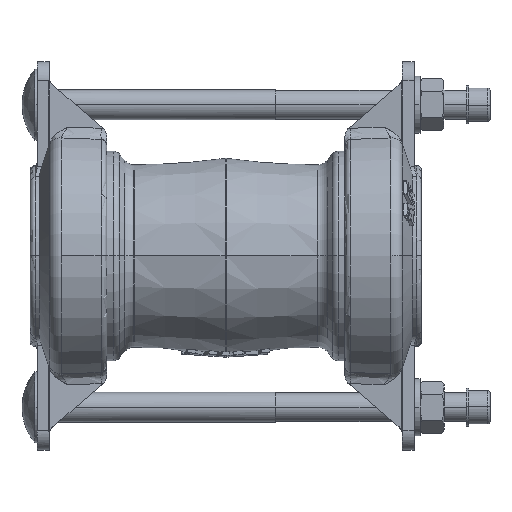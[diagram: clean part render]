
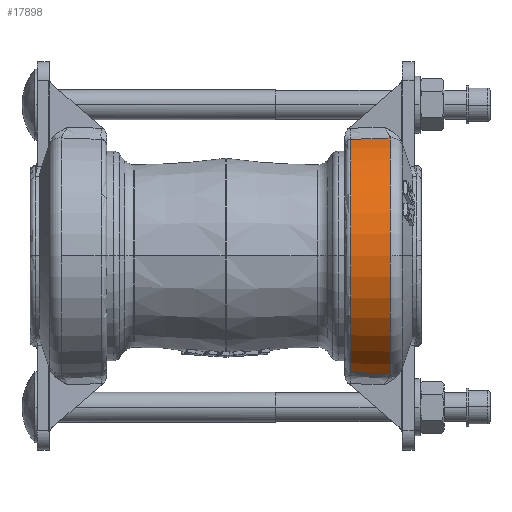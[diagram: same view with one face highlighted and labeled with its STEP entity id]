
A CAD part, top view. The second image highlights one B-rep face of the part: STEP entity #17898.
In plain terms, the highlighted conical face has half-angle 3 degrees and reference radius 52.167 mm.
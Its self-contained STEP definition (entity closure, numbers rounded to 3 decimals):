
#141 = CARTESIAN_POINT ( 'NONE',  ( 69.083, 49.544, 18.947 ) ) ;
#142 = CARTESIAN_POINT ( 'NONE',  ( 66.988, 49.466, 18.843 ) ) ;
#147 = CARTESIAN_POINT ( 'NONE',  ( 64.892, 49.388, 18.74 ) ) ;
#148 = CARTESIAN_POINT ( 'NONE',  ( 62.797, 49.31, 18.636 ) ) ;
#149 = CARTESIAN_POINT ( 'NONE',  ( 59.321, 49.18, 18.464 ) ) ;
#150 = CARTESIAN_POINT ( 'NONE',  ( 55.845, 49.05, 18.292 ) ) ;
#151 = CARTESIAN_POINT ( 'NONE',  ( 52.369, 48.919, 18.12 ) ) ;
#231 = CARTESIAN_POINT ( 'NONE',  ( 52.369, 0., 0. ) ) ;
#232 = DIRECTION ( 'NONE',  ( 1., 0., 0. ) ) ;
#233 = DIRECTION ( 'NONE',  ( 0., 0., 1. ) ) ;
#369 = EDGE_CURVE ( 'NONE', #7412, #7457, #12772, .T. ) ;
#382 = EDGE_CURVE ( 'NONE', #7457, #7401, #24959, .T. ) ;
#687 = AXIS2_PLACEMENT_3D ( 'NONE', #231, #232, #233 ) ;
#889 = AXIS2_PLACEMENT_3D ( 'NONE', #22977, #22978, #22979 ) ;
#890 = EDGE_CURVE ( 'NONE', #6589, #6590, #25377, .T. ) ;
#1364 = AXIS2_PLACEMENT_3D ( 'NONE', #16573, #16574, #16575 ) ;
#3616 = B_SPLINE_CURVE_WITH_KNOTS ( 'NONE', 3,
 ( #16341, #16340, #16346, #16347, #16348, #16349, #16350 ),
 .UNSPECIFIED., .F., .F.,
 ( 4, 3, 4 ),
 ( 0., 0.01, 0.017 ),
 .UNSPECIFIED. ) ;
#4063 = CARTESIAN_POINT ( 'NONE',  ( 52.369, -48.919, 18.12 ) ) ;
#4074 = CARTESIAN_POINT ( 'NONE',  ( 69.083, 49.544, 18.947 ) ) ;
#4119 = CARTESIAN_POINT ( 'NONE',  ( 52.369, 48.919, 18.12 ) ) ;
#6271 = EDGE_LOOP ( 'NONE', ( #20174, #20175, #20176, #20177, #20178 ) ) ;
#6589 = VERTEX_POINT ( 'NONE', #8688 ) ;
#6590 = VERTEX_POINT ( 'NONE', #8689 ) ;
#7401 = VERTEX_POINT ( 'NONE', #4063 ) ;
#7412 = VERTEX_POINT ( 'NONE', #4074 ) ;
#7457 = VERTEX_POINT ( 'NONE', #4119 ) ;
#8688 = CARTESIAN_POINT ( 'NONE',  ( 69.083, -49.544, 18.947 ) ) ;
#8689 = CARTESIAN_POINT ( 'NONE',  ( 69.083, 0., 53.043 ) ) ;
#12079 = EDGE_CURVE ( 'NONE', #7401, #6589, #3616, .T. ) ;
#12187 = EDGE_CURVE ( 'NONE', #6590, #7412, #13616, .T. ) ;
#12772 = B_SPLINE_CURVE_WITH_KNOTS ( 'NONE', 3,
 ( #141, #142, #147, #148, #149, #150, #151 ),
 .UNSPECIFIED., .F., .F.,
 ( 4, 3, 4 ),
 ( 0.004, 0.01, 0.02 ),
 .UNSPECIFIED. ) ;
#13616 = CIRCLE ( 'NONE', #1364, 53.043 ) ;
#14276 = FACE_OUTER_BOUND ( 'NONE', #6271, .T. ) ;
#14291 = CONICAL_SURFACE ( 'NONE', #19535, 52.167, 0.052 ) ;
#16340 = CARTESIAN_POINT ( 'NONE',  ( 55.696, -49.044, 18.285 ) ) ;
#16341 = CARTESIAN_POINT ( 'NONE',  ( 52.369, -48.919, 18.12 ) ) ;
#16346 = CARTESIAN_POINT ( 'NONE',  ( 59.023, -49.169, 18.449 ) ) ;
#16347 = CARTESIAN_POINT ( 'NONE',  ( 62.35, -49.293, 18.614 ) ) ;
#16348 = CARTESIAN_POINT ( 'NONE',  ( 64.594, -49.377, 18.725 ) ) ;
#16349 = CARTESIAN_POINT ( 'NONE',  ( 66.839, -49.46, 18.836 ) ) ;
#16350 = CARTESIAN_POINT ( 'NONE',  ( 69.083, -49.544, 18.947 ) ) ;
#16573 = CARTESIAN_POINT ( 'NONE',  ( 69.083, 0., 0. ) ) ;
#16574 = DIRECTION ( 'NONE',  ( -1., 0., 0. ) ) ;
#16575 = DIRECTION ( 'NONE',  ( 0., 0., 1. ) ) ;
#17898 = ADVANCED_FACE ( 'NONE', ( #14276 ), #14291, .T. ) ;
#19535 = AXIS2_PLACEMENT_3D ( 'NONE', #21411, #21407, #21403 ) ;
#20174 = ORIENTED_EDGE ( 'NONE', *, *, #382, .T. ) ;
#20175 = ORIENTED_EDGE ( 'NONE', *, *, #12079, .T. ) ;
#20176 = ORIENTED_EDGE ( 'NONE', *, *, #890, .T. ) ;
#20177 = ORIENTED_EDGE ( 'NONE', *, *, #12187, .T. ) ;
#20178 = ORIENTED_EDGE ( 'NONE', *, *, #369, .T. ) ;
#21403 = DIRECTION ( 'NONE',  ( 0., 0., -1. ) ) ;
#21407 = DIRECTION ( 'NONE',  ( 1., 0., 0. ) ) ;
#21411 = CARTESIAN_POINT ( 'NONE',  ( 52.369, 0., 0. ) ) ;
#22977 = CARTESIAN_POINT ( 'NONE',  ( 69.083, 0., 0. ) ) ;
#22978 = DIRECTION ( 'NONE',  ( -1., 0., 0. ) ) ;
#22979 = DIRECTION ( 'NONE',  ( 0., 0., 1. ) ) ;
#24959 = CIRCLE ( 'NONE', #687, 52.167 ) ;
#25377 = CIRCLE ( 'NONE', #889, 53.043 ) ;
